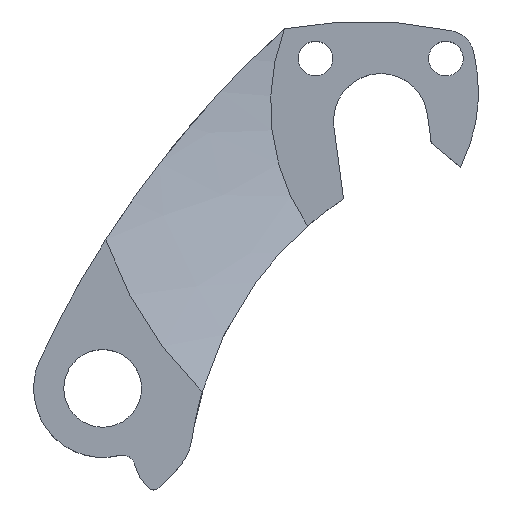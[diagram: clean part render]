
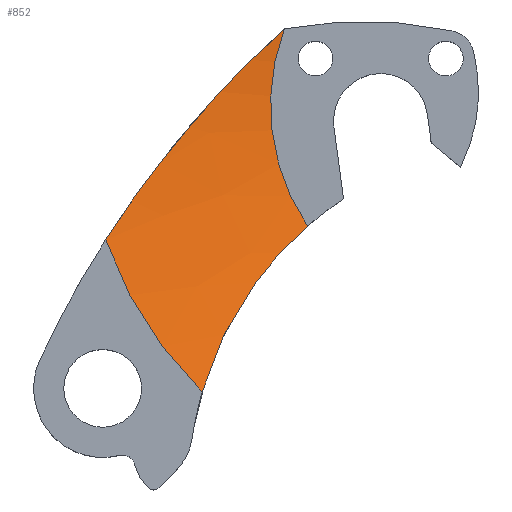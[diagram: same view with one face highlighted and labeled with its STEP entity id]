
A CAD part, top view. The second image highlights one B-rep face of the part: STEP entity #852.
In plain terms, the highlighted conical face has half-angle 71 degrees and reference radius 25 mm.
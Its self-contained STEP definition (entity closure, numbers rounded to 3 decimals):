
#53 = CARTESIAN_POINT ( 'NONE',  ( -29.39, -18.564, 11.138 ) ) ;
#92 = CARTESIAN_POINT ( 'NONE',  ( -18.936, -37.312, 11.5 ) ) ;
#122 = DIRECTION ( 'NONE',  ( 0., 0., 1. ) ) ;
#155 = DIRECTION ( 'NONE',  ( 1., 0., 0. ) ) ;
#163 = CARTESIAN_POINT ( 'NONE',  ( 13.996, -4.085, 4. ) ) ;
#180 = CARTESIAN_POINT ( 'NONE',  ( -9.517, -20.714, 5.307 ) ) ;
#194 = FACE_OUTER_BOUND ( 'NONE', #842, .T. ) ;
#266 = CARTESIAN_POINT ( 'NONE',  ( -15.243, -28.418, 8.488 ) ) ;
#268 = EDGE_CURVE ( 'NONE', #359, #644, #796, .T. ) ;
#359 = VERTEX_POINT ( 'NONE', #1118 ) ;
#397 = AXIS2_PLACEMENT_3D ( 'NONE', #761, #932, #155 ) ;
#409 = AXIS2_PLACEMENT_3D ( 'NONE', #163, #1008, #666 ) ;
#428 = CARTESIAN_POINT ( 'NONE',  ( -8.166, -19.356, 4.659 ) ) ;
#436 = CARTESIAN_POINT ( 'NONE',  ( -16.157, -30.113, 9.105 ) ) ;
#448 = CARTESIAN_POINT ( 'NONE',  ( -6.712, -18.092, 4. ) ) ;
#474 = CARTESIAN_POINT ( 'NONE',  ( -23.995, -10.948, 8.671 ) ) ;
#478 = CARTESIAN_POINT ( 'NONE',  ( -28.655, -17.454, 10.779 ) ) ;
#482 = CARTESIAN_POINT ( 'NONE',  ( -30.107, -19.686, 11.5 ) ) ;
#488 = CARTESIAN_POINT ( 'NONE',  ( -18.895, -4.785, 6.701 ) ) ;
#525 = AXIS2_PLACEMENT_3D ( 'NONE', #1084, #122, #647 ) ;
#549 = CARTESIAN_POINT ( 'NONE',  ( -18.936, -37.312, 11.5 ) ) ;
#556 = VERTEX_POINT ( 'NONE', #448 ) ;
#567 = CARTESIAN_POINT ( 'NONE',  ( -13.361, 1.055, 4.949 ) ) ;
#633 = B_SPLINE_CURVE_WITH_KNOTS ( 'NONE', 3,
 ( #1086, #1079, #567, #646, #488, #812, #474, #993, #650, #478, #53, #482 ),
 .UNSPECIFIED., .F., .F.,
 ( 4, 2, 2, 2, 2, 4 ),
 ( 0., 0.008, 0.016, 0.025, 0.029, 0.033 ),
 .UNSPECIFIED. ) ;
#644 = VERTEX_POINT ( 'NONE', #549 ) ;
#646 = CARTESIAN_POINT ( 'NONE',  ( -17.1, -2.803, 6.083 ) ) ;
#647 = DIRECTION ( 'NONE',  ( 1., 0., 0. ) ) ;
#650 = CARTESIAN_POINT ( 'NONE',  ( -27.145, -15.257, 10.068 ) ) ;
#666 = DIRECTION ( 'NONE',  ( 1., 0., 0. ) ) ;
#673 = ORIENTED_EDGE ( 'NONE', *, *, #753, .T. ) ;
#689 = CARTESIAN_POINT ( 'NONE',  ( -18.401, -35.437, 10.912 ) ) ;
#698 = VERTEX_POINT ( 'NONE', #1073 ) ;
#723 = B_SPLINE_CURVE_WITH_KNOTS ( 'NONE', 3,
 ( #92, #689, #769, #436, #266, #938, #946, #180, #428, #771 ),
 .UNSPECIFIED., .F., .F.,
 ( 4, 2, 2, 2, 4 ),
 ( 0., 0.006, 0.012, 0.018, 0.024 ),
 .UNSPECIFIED. ) ;
#748 = ORIENTED_EDGE ( 'NONE', *, *, #268, .T. ) ;
#753 = EDGE_CURVE ( 'NONE', #698, #359, #633, .T. ) ;
#761 = CARTESIAN_POINT ( 'NONE',  ( 13.996, -4.085, 4. ) ) ;
#769 = CARTESIAN_POINT ( 'NONE',  ( -17.736, -33.622, 10.317 ) ) ;
#771 = CARTESIAN_POINT ( 'NONE',  ( -6.712, -18.092, 4. ) ) ;
#796 = CIRCLE ( 'NONE', #525, 46.782 ) ;
#812 = CARTESIAN_POINT ( 'NONE',  ( -22.342, -8.857, 7.995 ) ) ;
#842 = EDGE_LOOP ( 'NONE', ( #673, #748, #863, #966 ) ) ;
#852 = ADVANCED_FACE ( 'NONE', ( #194 ), #888, .F. ) ;
#863 = ORIENTED_EDGE ( 'NONE', *, *, #969, .T. ) ;
#885 = EDGE_CURVE ( 'NONE', #698, #556, #984, .T. ) ;
#888 = CONICAL_SURFACE ( 'NONE', #397, 25., 1.239 ) ;
#932 = DIRECTION ( 'NONE',  ( 0., 0., 1. ) ) ;
#938 = CARTESIAN_POINT ( 'NONE',  ( -13.163, -25.153, 7.225 ) ) ;
#946 = CARTESIAN_POINT ( 'NONE',  ( -12.015, -23.612, 6.59 ) ) ;
#966 = ORIENTED_EDGE ( 'NONE', *, *, #885, .F. ) ;
#969 = EDGE_CURVE ( 'NONE', #644, #556, #723, .T. ) ;
#984 = CIRCLE ( 'NONE', #409, 25. ) ;
#993 = CARTESIAN_POINT ( 'NONE',  ( -26.371, -14.169, 9.715 ) ) ;
#1008 = DIRECTION ( 'NONE',  ( 0., 0., 1. ) ) ;
#1073 = CARTESIAN_POINT ( 'NONE',  ( -9.387, 4.759, 4. ) ) ;
#1079 = CARTESIAN_POINT ( 'NONE',  ( -11.416, 2.932, 4.431 ) ) ;
#1084 = CARTESIAN_POINT ( 'NONE',  ( 13.996, -4.085, 11.5 ) ) ;
#1086 = CARTESIAN_POINT ( 'NONE',  ( -9.387, 4.759, 4. ) ) ;
#1118 = CARTESIAN_POINT ( 'NONE',  ( -30.107, -19.686, 11.5 ) ) ;
